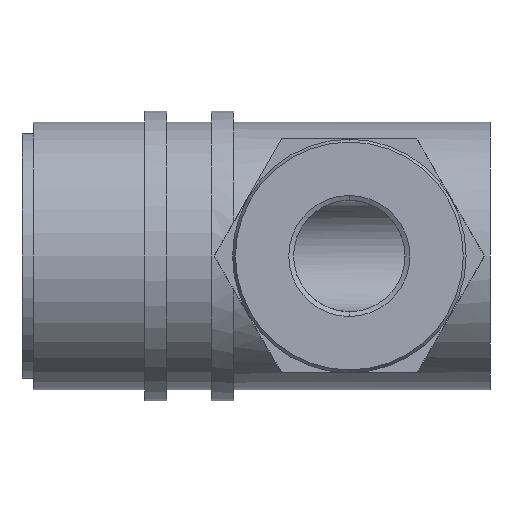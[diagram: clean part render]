
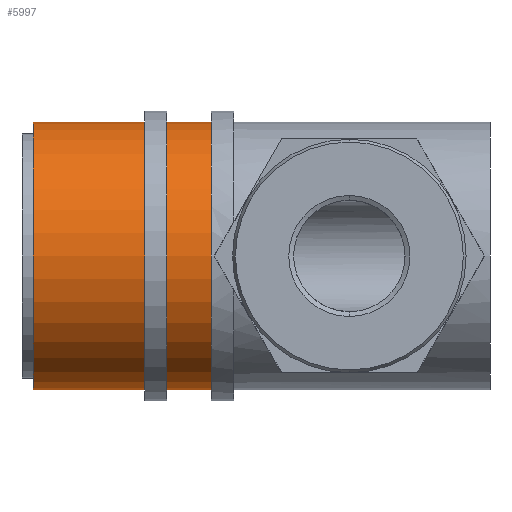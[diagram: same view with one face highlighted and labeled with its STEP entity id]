
A CAD part, front view. The second image highlights one B-rep face of the part: STEP entity #5997.
In plain terms, the highlighted cylindrical face has radius 12 mm (diameter 24 mm), a partial arc.
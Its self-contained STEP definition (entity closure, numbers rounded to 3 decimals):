
#231 = CARTESIAN_POINT ( 'NONE',  ( 17., 0., 0. ) ) ;
#278 = CARTESIAN_POINT ( 'NONE',  ( 1., 0., 0. ) ) ;
#511 = CARTESIAN_POINT ( 'NONE',  ( 1., 0., 12. ) ) ;
#626 = CIRCLE ( 'NONE', #7865, 12. ) ;
#794 = DIRECTION ( 'NONE',  ( 1., 0., 0. ) ) ;
#836 = EDGE_CURVE ( 'NONE', #2819, #1118, #3480, .T. ) ;
#905 = DIRECTION ( 'NONE',  ( -1., 0., 0. ) ) ;
#1118 = VERTEX_POINT ( 'NONE', #511 ) ;
#1287 = DIRECTION ( 'NONE',  ( -1., 0., 0. ) ) ;
#1773 = AXIS2_PLACEMENT_3D ( 'NONE', #2960, #905, #2313 ) ;
#1998 = ORIENTED_EDGE ( 'NONE', *, *, #4245, .F. ) ;
#2148 = ORIENTED_EDGE ( 'NONE', *, *, #836, .T. ) ;
#2267 = FACE_OUTER_BOUND ( 'NONE', #8260, .T. ) ;
#2286 = CARTESIAN_POINT ( 'NONE',  ( 17., 0., 12. ) ) ;
#2313 = DIRECTION ( 'NONE',  ( 0., 0., 1. ) ) ;
#2557 = EDGE_CURVE ( 'NONE', #8104, #5009, #7985, .T. ) ;
#2711 = CIRCLE ( 'NONE', #3272, 12. ) ;
#2714 = DIRECTION ( 'NONE',  ( 0., 0., -1. ) ) ;
#2819 = VERTEX_POINT ( 'NONE', #2286 ) ;
#2940 = DIRECTION ( 'NONE',  ( -1., 0., 0. ) ) ;
#2960 = CARTESIAN_POINT ( 'NONE',  ( 0., 0., 0. ) ) ;
#3272 = AXIS2_PLACEMENT_3D ( 'NONE', #231, #794, #2714 ) ;
#3286 = CARTESIAN_POINT ( 'NONE',  ( 17., 0., -12. ) ) ;
#3480 = LINE ( 'NONE', #3620, #7424 ) ;
#3620 = CARTESIAN_POINT ( 'NONE',  ( 0., 0., 12. ) ) ;
#4018 = CARTESIAN_POINT ( 'NONE',  ( 0., 0., -12. ) ) ;
#4085 = EDGE_CURVE ( 'NONE', #2819, #8104, #2711, .T. ) ;
#4245 = EDGE_CURVE ( 'NONE', #5009, #1118, #626, .T. ) ;
#4310 = CARTESIAN_POINT ( 'NONE',  ( 1., 0., -12. ) ) ;
#4315 = DIRECTION ( 'NONE',  ( -1., 0., 0. ) ) ;
#5009 = VERTEX_POINT ( 'NONE', #4310 ) ;
#5495 = VECTOR ( 'NONE', #1287, 1000. ) ;
#5595 = DIRECTION ( 'NONE',  ( 0., 0., 1. ) ) ;
#5767 = ORIENTED_EDGE ( 'NONE', *, *, #2557, .F. ) ;
#5779 = ORIENTED_EDGE ( 'NONE', *, *, #4085, .F. ) ;
#5997 = ADVANCED_FACE ( 'NONE', ( #2267 ), #6961, .T. ) ;
#6961 = CYLINDRICAL_SURFACE ( 'NONE', #1773, 12. ) ;
#7424 = VECTOR ( 'NONE', #4315, 1000. ) ;
#7865 = AXIS2_PLACEMENT_3D ( 'NONE', #278, #2940, #5595 ) ;
#7985 = LINE ( 'NONE', #4018, #5495 ) ;
#8104 = VERTEX_POINT ( 'NONE', #3286 ) ;
#8260 = EDGE_LOOP ( 'NONE', ( #5767, #5779, #2148, #1998 ) ) ;
